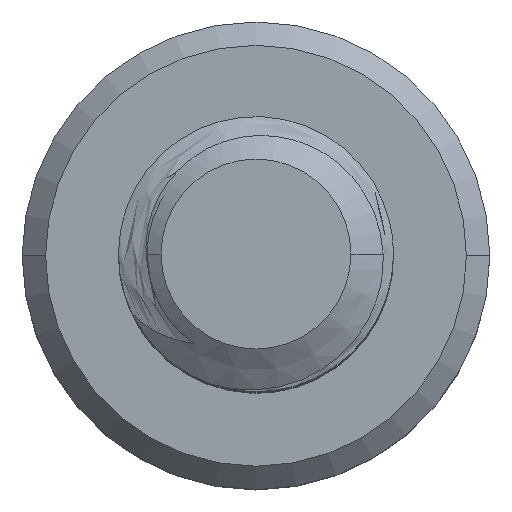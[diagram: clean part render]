
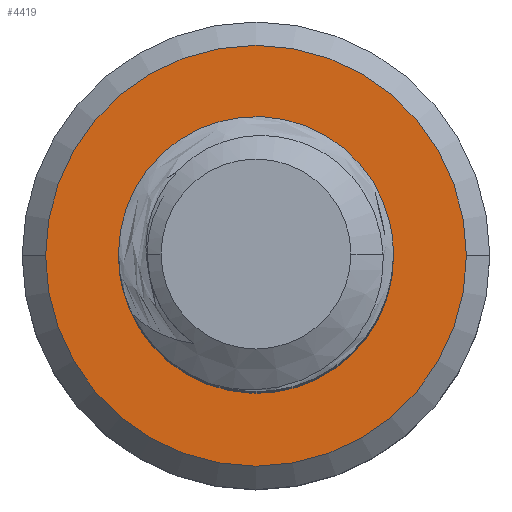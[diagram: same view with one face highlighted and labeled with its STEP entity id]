
A CAD part, top view. The second image highlights one B-rep face of the part: STEP entity #4419.
In plain terms, the highlighted planar face has unit normal (0, 0, 1).
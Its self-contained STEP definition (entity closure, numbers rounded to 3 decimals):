
#46 = EDGE_CURVE ( 'NONE', #2418, #2859, #6009, .T. ) ;
#96 = CARTESIAN_POINT ( 'NONE',  ( -3.825, 0., -18. ) ) ;
#121 = EDGE_CURVE ( 'NONE', #5360, #950, #1566, .T. ) ;
#206 = CIRCLE ( 'NONE', #4990, 1.98 ) ;
#259 = CARTESIAN_POINT ( 'NONE',  ( 2.347, -0.148, -18. ) ) ;
#310 = EDGE_CURVE ( 'NONE', #1644, #2859, #5168, .T. ) ;
#377 = CARTESIAN_POINT ( 'NONE',  ( -0.439, -2.434, -18. ) ) ;
#394 = CARTESIAN_POINT ( 'NONE',  ( -2.068, 0.422, -18. ) ) ;
#431 = CARTESIAN_POINT ( 'NONE',  ( 0., 0., -18. ) ) ;
#452 = DIRECTION ( 'NONE',  ( -1., 0., 0. ) ) ;
#494 = CARTESIAN_POINT ( 'NONE',  ( 0., 0., -18. ) ) ;
#738 = CARTESIAN_POINT ( 'NONE',  ( 2.275, -0.81, -18. ) ) ;
#861 = CARTESIAN_POINT ( 'NONE',  ( -1.052, -2.17, -18. ) ) ;
#864 = CARTESIAN_POINT ( 'NONE',  ( 0., 0., -18. ) ) ;
#888 = CARTESIAN_POINT ( 'NONE',  ( -1.943, 0.73, -18. ) ) ;
#922 = DIRECTION ( 'NONE',  ( 1., 0., 0. ) ) ;
#950 = VERTEX_POINT ( 'NONE', #6049 ) ;
#997 = DIRECTION ( 'NONE',  ( -1., 0., 0. ) ) ;
#1168 = DIRECTION ( 'NONE',  ( 0., 0., -1. ) ) ;
#1233 = CARTESIAN_POINT ( 'NONE',  ( 0., 1.98, -18. ) ) ;
#1253 = CARTESIAN_POINT ( 'NONE',  ( 2.018, -1.425, -18. ) ) ;
#1273 = FACE_OUTER_BOUND ( 'NONE', #4387, .T. ) ;
#1374 = CARTESIAN_POINT ( 'NONE',  ( -1.567, -1.747, -18. ) ) ;
#1378 = DIRECTION ( 'NONE',  ( -1., 0., 0. ) ) ;
#1397 = CARTESIAN_POINT ( 'NONE',  ( -1.711, 1.11, -18. ) ) ;
#1500 = ORIENTED_EDGE ( 'NONE', *, *, #5914, .T. ) ;
#1566 = CIRCLE ( 'NONE', #2325, 3.825 ) ;
#1644 = VERTEX_POINT ( 'NONE', #2265 ) ;
#1721 = CARTESIAN_POINT ( 'NONE',  ( 1.086, 1.811, -18. ) ) ;
#1740 = CARTESIAN_POINT ( 'NONE',  ( 1.752, -1.784, -18. ) ) ;
#1864 = CARTESIAN_POINT ( 'NONE',  ( -1.947, -1.199, -18. ) ) ;
#1888 = CARTESIAN_POINT ( 'NONE',  ( -1.388, 1.413, -18. ) ) ;
#1898 = CARTESIAN_POINT ( 'NONE',  ( 0., 0., -18. ) ) ;
#2039 = EDGE_CURVE ( 'NONE', #2412, #1644, #206, .T. ) ;
#2184 = ORIENTED_EDGE ( 'NONE', *, *, #121, .T. ) ;
#2194 = CARTESIAN_POINT ( 'NONE',  ( 1.64, 1.439, -18. ) ) ;
#2265 = CARTESIAN_POINT ( 'NONE',  ( 0., 1.98, -18. ) ) ;
#2318 = CARTESIAN_POINT ( 'NONE',  ( -0.223, -2.482, -18. ) ) ;
#2325 = AXIS2_PLACEMENT_3D ( 'NONE', #494, #3836, #997 ) ;
#2337 = CARTESIAN_POINT ( 'NONE',  ( -2.151, -0.565, -18. ) ) ;
#2412 = VERTEX_POINT ( 'NONE', #5613 ) ;
#2418 = VERTEX_POINT ( 'NONE', #5163 ) ;
#2428 = ORIENTED_EDGE ( 'NONE', *, *, #3374, .T. ) ;
#2657 = CARTESIAN_POINT ( 'NONE',  ( 2.049, 0.913, -18. ) ) ;
#2761 = AXIS2_PLACEMENT_3D ( 'NONE', #1898, #3329, #452 ) ;
#2794 = CARTESIAN_POINT ( 'NONE',  ( -2.166, -0.124, -18. ) ) ;
#2859 = VERTEX_POINT ( 'NONE', #5799 ) ;
#3133 = CARTESIAN_POINT ( 'NONE',  ( 2.29, 0.29, -18. ) ) ;
#3276 = CARTESIAN_POINT ( 'NONE',  ( -2.124, 0.208, -18. ) ) ;
#3329 = DIRECTION ( 'NONE',  ( 0., 0., -1. ) ) ;
#3374 = EDGE_CURVE ( 'NONE', #950, #5360, #3575, .T. ) ;
#3575 = CIRCLE ( 'NONE', #3980, 3.825 ) ;
#3593 = CARTESIAN_POINT ( 'NONE',  ( 0.223, 2.003, -18. ) ) ;
#3614 = CARTESIAN_POINT ( 'NONE',  ( 2.344, -0.374, -18. ) ) ;
#3726 = CARTESIAN_POINT ( 'NONE',  ( -0.858, -2.276, -18. ) ) ;
#3744 = CARTESIAN_POINT ( 'NONE',  ( -2.031, 0.527, -18. ) ) ;
#3773 = DIRECTION ( 'NONE',  ( 0., 0., 1. ) ) ;
#3836 = DIRECTION ( 'NONE',  ( 0., 0., 1. ) ) ;
#3971 = ORIENTED_EDGE ( 'NONE', *, *, #2039, .T. ) ;
#3980 = AXIS2_PLACEMENT_3D ( 'NONE', #864, #4195, #1378 ) ;
#3993 = CARTESIAN_POINT ( 'NONE',  ( 0., 0., -18. ) ) ;
#4036 = CARTESIAN_POINT ( 'NONE',  ( 0.443, 1.99, -18. ) ) ;
#4073 = CARTESIAN_POINT ( 'NONE',  ( 2.208, -1.026, -18. ) ) ;
#4191 = CARTESIAN_POINT ( 'NONE',  ( -1.408, -1.905, -18. ) ) ;
#4195 = DIRECTION ( 'NONE',  ( 0., 0., 1. ) ) ;
#4210 = CARTESIAN_POINT ( 'NONE',  ( -1.89, 0.829, -18. ) ) ;
#4387 = EDGE_LOOP ( 'NONE', ( #2184, #2428 ) ) ;
#4419 = ADVANCED_FACE ( 'NONE', ( #1273, #4882 ), #6123, .F. ) ;
#4451 = DIRECTION ( 'NONE',  ( 1., 0., 0. ) ) ;
#4464 = ORIENTED_EDGE ( 'NONE', *, *, #310, .T. ) ;
#4517 = CARTESIAN_POINT ( 'NONE',  ( 0.88, 1.893, -18. ) ) ;
#4538 = CARTESIAN_POINT ( 'NONE',  ( 1.897, -1.614, -18. ) ) ;
#4660 = CARTESIAN_POINT ( 'NONE',  ( -1.835, -1.396, -18. ) ) ;
#4683 = CARTESIAN_POINT ( 'NONE',  ( -1.564, 1.275, -18. ) ) ;
#4727 = EDGE_LOOP ( 'NONE', ( #6108, #1500, #3971, #4464 ) ) ;
#4882 = FACE_BOUND ( 'NONE', #4727, .T. ) ;
#4990 = AXIS2_PLACEMENT_3D ( 'NONE', #3993, #1168, #4451 ) ;
#4994 = CARTESIAN_POINT ( 'NONE',  ( 1.469, 1.582, -18. ) ) ;
#5138 = CARTESIAN_POINT ( 'NONE',  ( -2.103, -0.787, -18. ) ) ;
#5163 = CARTESIAN_POINT ( 'NONE',  ( 0., -2.5, -18. ) ) ;
#5168 = B_SPLINE_CURVE_WITH_KNOTS ( 'NONE', 3,
 ( #1233, #3593, #4036, #4517, #1721, #4994, #2194, #5469, #2657, #5941, #3133, #259, #3614, #738, #4073, #1253, #4538, #1740 ),
 .UNSPECIFIED., .F., .F.,
 ( 4, 2, 2, 2, 2, 2, 2, 2, 4 ),
 ( 0., 0.001, 0.001, 0.002, 0.003, 0.003, 0.004, 0.005, 0.005 ),
 .UNSPECIFIED. ) ;
#5360 = VERTEX_POINT ( 'NONE', #96 ) ;
#5469 = CARTESIAN_POINT ( 'NONE',  ( 1.931, 1.103, -18. ) ) ;
#5573 = AXIS2_PLACEMENT_3D ( 'NONE', #431, #3773, #922 ) ;
#5587 = CARTESIAN_POINT ( 'NONE',  ( 0., -2.5, -18. ) ) ;
#5607 = CARTESIAN_POINT ( 'NONE',  ( -2.169, -0.234, -18. ) ) ;
#5613 = CARTESIAN_POINT ( 'NONE',  ( -1.388, 1.413, -18. ) ) ;
#5768 = B_SPLINE_CURVE_WITH_KNOTS ( 'NONE', 3,
 ( #5587, #2318, #377, #3726, #861, #4191, #1374, #4660, #1864, #5138, #2337, #5607, #2794, #6074, #3276, #394, #3744, #888, #4210, #1397, #4683, #1888 ),
 .UNSPECIFIED., .F., .F.,
 ( 4, 2, 2, 2, 2, 2, 2, 2, 2, 2, 4 ),
 ( 0., 0.001, 0.001, 0.002, 0.003, 0.003, 0.004, 0.004, 0.004, 0.005, 0.005 ),
 .UNSPECIFIED. ) ;
#5799 = CARTESIAN_POINT ( 'NONE',  ( 1.752, -1.784, -18. ) ) ;
#5914 = EDGE_CURVE ( 'NONE', #2418, #2412, #5768, .T. ) ;
#5941 = CARTESIAN_POINT ( 'NONE',  ( 2.23, 0.506, -18. ) ) ;
#6009 = CIRCLE ( 'NONE', #5573, 2.5 ) ;
#6049 = CARTESIAN_POINT ( 'NONE',  ( 3.825, 0., -18. ) ) ;
#6074 = CARTESIAN_POINT ( 'NONE',  ( -2.144, 0.097, -18. ) ) ;
#6108 = ORIENTED_EDGE ( 'NONE', *, *, #46, .F. ) ;
#6123 = PLANE ( 'NONE',  #2761 ) ;
